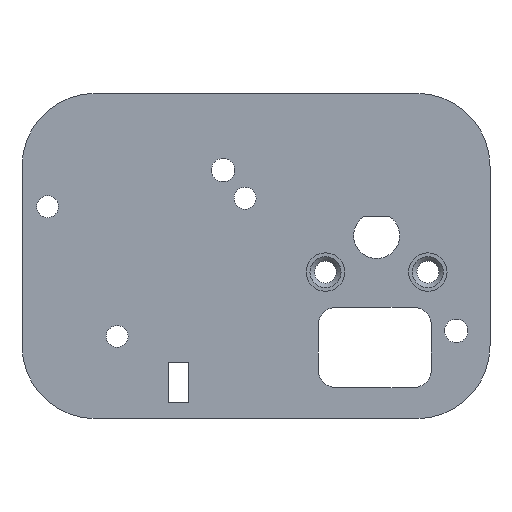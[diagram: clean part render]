
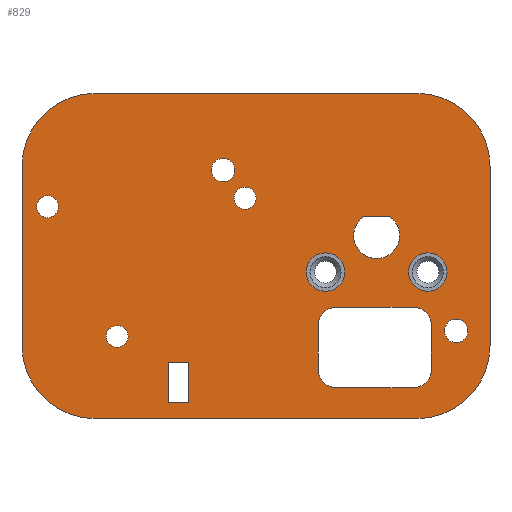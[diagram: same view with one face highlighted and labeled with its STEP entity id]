
A CAD part, front view. The second image highlights one B-rep face of the part: STEP entity #829.
In plain terms, the highlighted planar face has unit normal (0, -1, 0).
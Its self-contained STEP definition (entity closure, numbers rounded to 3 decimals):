
#29=FACE_BOUND('',#132,.T.);
#30=FACE_BOUND('',#133,.T.);
#31=FACE_BOUND('',#134,.T.);
#32=FACE_BOUND('',#135,.T.);
#33=FACE_BOUND('',#136,.T.);
#34=FACE_BOUND('',#137,.T.);
#35=FACE_BOUND('',#138,.T.);
#36=FACE_BOUND('',#139,.T.);
#37=FACE_BOUND('',#140,.T.);
#38=FACE_BOUND('',#141,.T.);
#49=PLANE('',#910);
#75=FACE_OUTER_BOUND('',#131,.T.);
#131=EDGE_LOOP('',(#648,#649,#650,#651,#652,#653,#654,#655));
#132=EDGE_LOOP('',(#656,#657));
#133=EDGE_LOOP('',(#658,#659,#660,#661));
#134=EDGE_LOOP('',(#662,#663,#664,#665,#666,#667,#668,#669));
#135=EDGE_LOOP('',(#670));
#136=EDGE_LOOP('',(#671));
#137=EDGE_LOOP('',(#672));
#138=EDGE_LOOP('',(#673));
#139=EDGE_LOOP('',(#674));
#140=EDGE_LOOP('',(#675));
#141=EDGE_LOOP('',(#676));
#184=LINE('',#1250,#256);
#209=LINE('',#1339,#281);
#211=LINE('',#1343,#283);
#212=LINE('',#1347,#284);
#213=LINE('',#1351,#285);
#214=LINE('',#1355,#286);
#215=LINE('',#1357,#287);
#216=LINE('',#1359,#288);
#217=LINE('',#1360,#289);
#218=LINE('',#1363,#290);
#219=LINE('',#1367,#291);
#220=LINE('',#1371,#292);
#221=LINE('',#1375,#293);
#256=VECTOR('',#988,10.);
#281=VECTOR('',#1065,10.);
#283=VECTOR('',#1069,10.);
#284=VECTOR('',#1072,10.);
#285=VECTOR('',#1075,10.);
#286=VECTOR('',#1078,10.);
#287=VECTOR('',#1079,10.);
#288=VECTOR('',#1080,10.);
#289=VECTOR('',#1081,10.);
#290=VECTOR('',#1082,10.);
#291=VECTOR('',#1085,10.);
#292=VECTOR('',#1088,10.);
#293=VECTOR('',#1091,10.);
#326=CIRCLE('',#882,3.15);
#344=CIRCLE('',#908,10.);
#345=CIRCLE('',#911,10.);
#346=CIRCLE('',#912,10.);
#347=CIRCLE('',#913,10.);
#348=CIRCLE('',#914,2.5);
#349=CIRCLE('',#915,2.5);
#350=CIRCLE('',#916,2.5);
#351=CIRCLE('',#917,2.5);
#352=CIRCLE('',#918,2.625);
#353=CIRCLE('',#919,2.625);
#354=CIRCLE('',#920,1.6);
#355=CIRCLE('',#921,1.5);
#356=CIRCLE('',#922,1.5);
#357=CIRCLE('',#923,1.6);
#358=CIRCLE('',#924,1.5);
#373=VERTEX_POINT('',#1244);
#374=VERTEX_POINT('',#1246);
#410=VERTEX_POINT('',#1332);
#411=VERTEX_POINT('',#1333);
#412=VERTEX_POINT('',#1338);
#413=VERTEX_POINT('',#1342);
#414=VERTEX_POINT('',#1344);
#415=VERTEX_POINT('',#1346);
#416=VERTEX_POINT('',#1348);
#417=VERTEX_POINT('',#1350);
#418=VERTEX_POINT('',#1353);
#419=VERTEX_POINT('',#1354);
#420=VERTEX_POINT('',#1356);
#421=VERTEX_POINT('',#1358);
#422=VERTEX_POINT('',#1361);
#423=VERTEX_POINT('',#1362);
#424=VERTEX_POINT('',#1364);
#425=VERTEX_POINT('',#1366);
#426=VERTEX_POINT('',#1368);
#427=VERTEX_POINT('',#1370);
#428=VERTEX_POINT('',#1372);
#429=VERTEX_POINT('',#1374);
#430=VERTEX_POINT('',#1377);
#431=VERTEX_POINT('',#1379);
#432=VERTEX_POINT('',#1381);
#433=VERTEX_POINT('',#1383);
#434=VERTEX_POINT('',#1385);
#435=VERTEX_POINT('',#1387);
#436=VERTEX_POINT('',#1389);
#455=EDGE_CURVE('',#374,#373,#326,.T.);
#457=EDGE_CURVE('',#373,#374,#184,.T.);
#497=EDGE_CURVE('',#410,#411,#344,.T.);
#500=EDGE_CURVE('',#412,#411,#209,.T.);
#502=EDGE_CURVE('',#410,#413,#211,.T.);
#503=EDGE_CURVE('',#413,#414,#345,.T.);
#504=EDGE_CURVE('',#414,#415,#212,.T.);
#505=EDGE_CURVE('',#415,#416,#346,.T.);
#506=EDGE_CURVE('',#416,#417,#213,.T.);
#507=EDGE_CURVE('',#412,#417,#347,.T.);
#508=EDGE_CURVE('',#418,#419,#214,.T.);
#509=EDGE_CURVE('',#419,#420,#215,.T.);
#510=EDGE_CURVE('',#420,#421,#216,.T.);
#511=EDGE_CURVE('',#421,#418,#217,.T.);
#512=EDGE_CURVE('',#422,#423,#218,.T.);
#513=EDGE_CURVE('',#423,#424,#348,.T.);
#514=EDGE_CURVE('',#424,#425,#219,.T.);
#515=EDGE_CURVE('',#425,#426,#349,.T.);
#516=EDGE_CURVE('',#426,#427,#220,.T.);
#517=EDGE_CURVE('',#427,#428,#350,.T.);
#518=EDGE_CURVE('',#428,#429,#221,.T.);
#519=EDGE_CURVE('',#429,#422,#351,.T.);
#520=EDGE_CURVE('',#430,#430,#352,.T.);
#521=EDGE_CURVE('',#431,#431,#353,.T.);
#522=EDGE_CURVE('',#432,#432,#354,.T.);
#523=EDGE_CURVE('',#433,#433,#355,.T.);
#524=EDGE_CURVE('',#434,#434,#356,.T.);
#525=EDGE_CURVE('',#435,#435,#357,.T.);
#526=EDGE_CURVE('',#436,#436,#358,.T.);
#648=ORIENTED_EDGE('',*,*,#497,.F.);
#649=ORIENTED_EDGE('',*,*,#502,.T.);
#650=ORIENTED_EDGE('',*,*,#503,.T.);
#651=ORIENTED_EDGE('',*,*,#504,.T.);
#652=ORIENTED_EDGE('',*,*,#505,.T.);
#653=ORIENTED_EDGE('',*,*,#506,.T.);
#654=ORIENTED_EDGE('',*,*,#507,.F.);
#655=ORIENTED_EDGE('',*,*,#500,.T.);
#656=ORIENTED_EDGE('',*,*,#457,.T.);
#657=ORIENTED_EDGE('',*,*,#455,.T.);
#658=ORIENTED_EDGE('',*,*,#508,.T.);
#659=ORIENTED_EDGE('',*,*,#509,.T.);
#660=ORIENTED_EDGE('',*,*,#510,.T.);
#661=ORIENTED_EDGE('',*,*,#511,.T.);
#662=ORIENTED_EDGE('',*,*,#512,.T.);
#663=ORIENTED_EDGE('',*,*,#513,.T.);
#664=ORIENTED_EDGE('',*,*,#514,.T.);
#665=ORIENTED_EDGE('',*,*,#515,.T.);
#666=ORIENTED_EDGE('',*,*,#516,.T.);
#667=ORIENTED_EDGE('',*,*,#517,.T.);
#668=ORIENTED_EDGE('',*,*,#518,.T.);
#669=ORIENTED_EDGE('',*,*,#519,.T.);
#670=ORIENTED_EDGE('',*,*,#520,.T.);
#671=ORIENTED_EDGE('',*,*,#521,.T.);
#672=ORIENTED_EDGE('',*,*,#522,.T.);
#673=ORIENTED_EDGE('',*,*,#523,.T.);
#674=ORIENTED_EDGE('',*,*,#524,.T.);
#675=ORIENTED_EDGE('',*,*,#525,.T.);
#676=ORIENTED_EDGE('',*,*,#526,.T.);
#829=ADVANCED_FACE('',(#75,#29,#30,#31,#32,#33,#34,#35,#36,#37,#38),#49,
 .T.);
#882=AXIS2_PLACEMENT_3D('',#1247,#983,#984);
#908=AXIS2_PLACEMENT_3D('',#1334,#1059,#1060);
#910=AXIS2_PLACEMENT_3D('',#1341,#1067,#1068);
#911=AXIS2_PLACEMENT_3D('',#1345,#1070,#1071);
#912=AXIS2_PLACEMENT_3D('',#1349,#1073,#1074);
#913=AXIS2_PLACEMENT_3D('',#1352,#1076,#1077);
#914=AXIS2_PLACEMENT_3D('',#1365,#1083,#1084);
#915=AXIS2_PLACEMENT_3D('',#1369,#1086,#1087);
#916=AXIS2_PLACEMENT_3D('',#1373,#1089,#1090);
#917=AXIS2_PLACEMENT_3D('',#1376,#1092,#1093);
#918=AXIS2_PLACEMENT_3D('',#1378,#1094,#1095);
#919=AXIS2_PLACEMENT_3D('',#1380,#1096,#1097);
#920=AXIS2_PLACEMENT_3D('',#1382,#1098,#1099);
#921=AXIS2_PLACEMENT_3D('',#1384,#1100,#1101);
#922=AXIS2_PLACEMENT_3D('',#1386,#1102,#1103);
#923=AXIS2_PLACEMENT_3D('',#1388,#1104,#1105);
#924=AXIS2_PLACEMENT_3D('',#1390,#1106,#1107);
#983=DIRECTION('center_axis',(0.,1.,0.));
#984=DIRECTION('ref_axis',(0.565,0.,0.825));
#988=DIRECTION('',(1.,0.,0.));
#1059=DIRECTION('center_axis',(0.,1.,0.));
#1060=DIRECTION('ref_axis',(0.707,0.,-0.707));
#1065=DIRECTION('',(1.,0.,0.));
#1067=DIRECTION('center_axis',(0.,-1.,0.));
#1068=DIRECTION('ref_axis',(1.,0.,0.));
#1069=DIRECTION('',(0.,0.,1.));
#1070=DIRECTION('center_axis',(0.,-1.,0.));
#1071=DIRECTION('ref_axis',(1.,0.,0.));
#1072=DIRECTION('',(-1.,0.,0.));
#1073=DIRECTION('center_axis',(0.,-1.,0.));
#1074=DIRECTION('ref_axis',(0.,0.,1.));
#1075=DIRECTION('',(0.,0.,-1.));
#1076=DIRECTION('center_axis',(0.,1.,0.));
#1077=DIRECTION('ref_axis',(-0.707,0.,-0.707));
#1078=DIRECTION('',(-1.,0.,0.));
#1079=DIRECTION('',(0.,0.,1.));
#1080=DIRECTION('',(1.,0.,0.));
#1081=DIRECTION('',(0.,0.,-1.));
#1082=DIRECTION('',(-1.,0.,0.));
#1083=DIRECTION('center_axis',(0.,1.,0.));
#1084=DIRECTION('ref_axis',(-1.,0.,0.));
#1085=DIRECTION('',(0.,0.,1.));
#1086=DIRECTION('center_axis',(0.,1.,0.));
#1087=DIRECTION('ref_axis',(0.,0.,1.));
#1088=DIRECTION('',(1.,0.,0.));
#1089=DIRECTION('center_axis',(0.,1.,0.));
#1090=DIRECTION('ref_axis',(1.,0.,0.));
#1091=DIRECTION('',(0.,0.,-1.));
#1092=DIRECTION('center_axis',(0.,1.,0.));
#1093=DIRECTION('ref_axis',(0.,0.,-1.));
#1094=DIRECTION('center_axis',(0.,1.,0.));
#1095=DIRECTION('ref_axis',(1.,0.,0.));
#1096=DIRECTION('center_axis',(0.,1.,0.));
#1097=DIRECTION('ref_axis',(1.,0.,0.));
#1098=DIRECTION('center_axis',(0.,1.,0.));
#1099=DIRECTION('ref_axis',(1.,0.,0.));
#1100=DIRECTION('center_axis',(0.,1.,0.));
#1101=DIRECTION('ref_axis',(1.,0.,0.));
#1102=DIRECTION('center_axis',(0.,1.,0.));
#1103=DIRECTION('ref_axis',(1.,0.,0.));
#1104=DIRECTION('center_axis',(0.,1.,0.));
#1105=DIRECTION('ref_axis',(1.,0.,0.));
#1106=DIRECTION('center_axis',(0.,1.,0.));
#1107=DIRECTION('ref_axis',(1.,0.,0.));
#1244=CARTESIAN_POINT('',(46.722,-4.,30.65));
#1246=CARTESIAN_POINT('',(50.278,-4.,30.65));
#1247=CARTESIAN_POINT('Origin',(48.5,-4.,28.05));
#1250=CARTESIAN_POINT('',(41.139,-4.,30.65));
#1332=CARTESIAN_POINT('',(64.,-4.,13.));
#1333=CARTESIAN_POINT('',(54.,-4.,3.));
#1334=CARTESIAN_POINT('Origin',(54.,-4.,13.));
#1338=CARTESIAN_POINT('',(10.,-4.,3.));
#1339=CARTESIAN_POINT('',(0.,-4.,3.));
#1341=CARTESIAN_POINT('Origin',(32.,-4.,15.5));
#1342=CARTESIAN_POINT('',(64.,-4.,37.5));
#1343=CARTESIAN_POINT('',(64.,-4.,2.5));
#1344=CARTESIAN_POINT('',(54.,-4.,47.5));
#1345=CARTESIAN_POINT('Origin',(54.,-4.,37.5));
#1346=CARTESIAN_POINT('',(10.,-4.,47.5));
#1347=CARTESIAN_POINT('',(54.,-4.,47.5));
#1348=CARTESIAN_POINT('',(0.,-4.,37.5));
#1349=CARTESIAN_POINT('Origin',(10.,-4.,37.5));
#1350=CARTESIAN_POINT('',(0.,-4.,13.));
#1351=CARTESIAN_POINT('',(0.,-4.,37.5));
#1352=CARTESIAN_POINT('Origin',(10.,-4.,13.));
#1353=CARTESIAN_POINT('',(22.75,-4.,5.25));
#1354=CARTESIAN_POINT('',(20.,-4.,5.25));
#1355=CARTESIAN_POINT('',(22.75,-4.,5.25));
#1356=CARTESIAN_POINT('',(20.,-4.,10.75));
#1357=CARTESIAN_POINT('',(20.,-4.,5.25));
#1358=CARTESIAN_POINT('',(22.75,-4.,10.75));
#1359=CARTESIAN_POINT('',(20.,-4.,10.75));
#1360=CARTESIAN_POINT('',(22.75,-4.,10.75));
#1361=CARTESIAN_POINT('',(53.5,-4.,7.25));
#1362=CARTESIAN_POINT('',(43.,-4.,7.25));
#1363=CARTESIAN_POINT('',(53.5,-4.,7.25));
#1364=CARTESIAN_POINT('',(40.5,-4.,9.75));
#1365=CARTESIAN_POINT('Origin',(43.,-4.,9.75));
#1366=CARTESIAN_POINT('',(40.5,-4.,15.75));
#1367=CARTESIAN_POINT('',(40.5,-4.,9.75));
#1368=CARTESIAN_POINT('',(43.,-4.,18.25));
#1369=CARTESIAN_POINT('Origin',(43.,-4.,15.75));
#1370=CARTESIAN_POINT('',(53.5,-4.,18.25));
#1371=CARTESIAN_POINT('',(43.,-4.,18.25));
#1372=CARTESIAN_POINT('',(56.,-4.,15.75));
#1373=CARTESIAN_POINT('Origin',(53.5,-4.,15.75));
#1374=CARTESIAN_POINT('',(56.,-4.,9.75));
#1375=CARTESIAN_POINT('',(56.,-4.,15.75));
#1376=CARTESIAN_POINT('Origin',(53.5,-4.,9.75));
#1377=CARTESIAN_POINT('',(38.875,-4.,23.05));
#1378=CARTESIAN_POINT('Origin',(41.5,-4.,23.05));
#1379=CARTESIAN_POINT('',(52.875,-4.,23.05));
#1380=CARTESIAN_POINT('Origin',(55.5,-4.,23.05));
#1381=CARTESIAN_POINT('',(57.775,-4.,15.));
#1382=CARTESIAN_POINT('Origin',(59.375,-4.,15.));
#1383=CARTESIAN_POINT('',(11.5,-4.,14.25));
#1384=CARTESIAN_POINT('Origin',(13.,-4.,14.25));
#1385=CARTESIAN_POINT('',(2.,-4.,32.));
#1386=CARTESIAN_POINT('Origin',(3.5,-4.,32.));
#1387=CARTESIAN_POINT('',(25.9,-4.,37.));
#1388=CARTESIAN_POINT('Origin',(27.5,-4.,37.));
#1389=CARTESIAN_POINT('',(29.,-4.,33.15));
#1390=CARTESIAN_POINT('Origin',(30.5,-4.,33.15));
